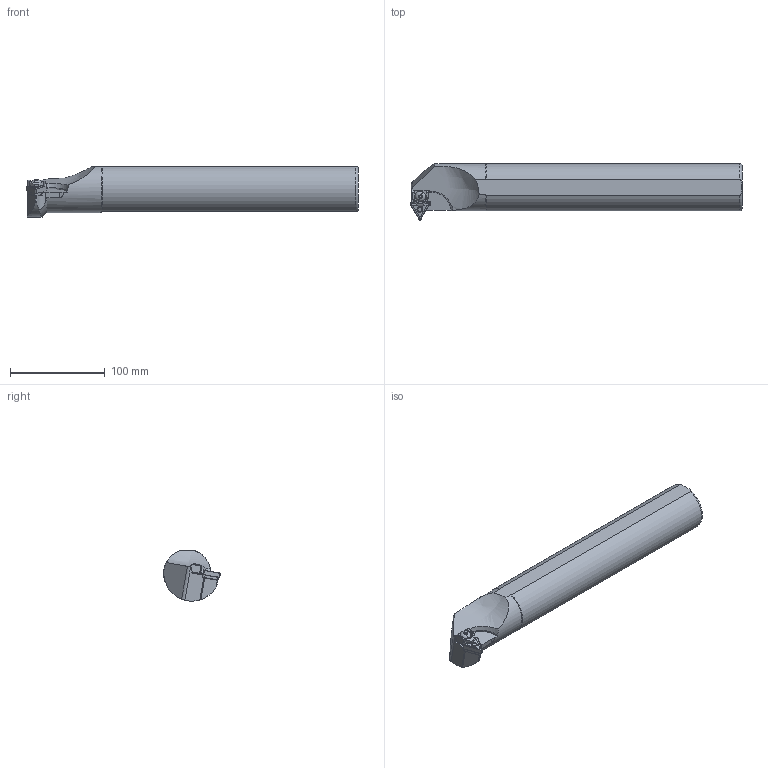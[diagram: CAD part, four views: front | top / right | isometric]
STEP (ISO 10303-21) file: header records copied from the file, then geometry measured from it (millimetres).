
FILE_DESCRIPTION (( 'STEP AP214' ), '1' );
FILE_NAME ('S50U-MT-NR-22-LIGHT.STP', '2023-10-25T09:43:46', ( '' ), ( '' ), 'SwSTEP 2.0', 'SolidWorks 2018', '' );
FILE_SCHEMA (( 'AUTOMOTIVE_DESIGN' ));
Length unit declared in the file: millimetre
Products named in the file (1): S50U-MT-NR-22-LIGHT
Bounding box: 350 x 60 x 53 mm (x, y, z)
Volume: 630295.4 mm3; surface area: 58774.1 mm2
Topology: 2 solids, 2 shells, 238 faces, 600 edges, 367 vertices
Faces by surface type: plane 105, cylinder 57, cone 42, torus 21, bspline 11, sphere 2
Entity records: 9808 total; most frequent: CARTESIAN_POINT 3211, ORIENTED_EDGE 1184, DIRECTION 1096, EDGE_CURVE 592, AXIS2_PLACEMENT_3D 400, VERTEX_POINT 367, LINE 296, VECTOR 296
